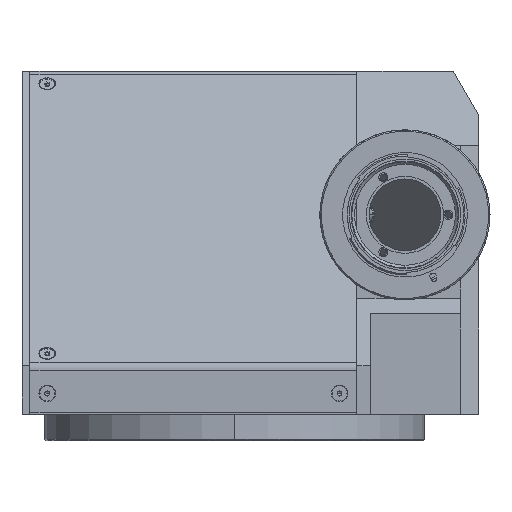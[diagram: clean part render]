
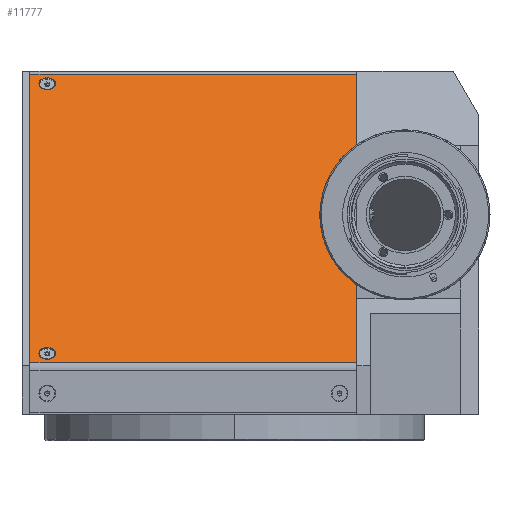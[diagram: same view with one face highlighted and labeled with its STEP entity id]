
A CAD part, left-side view. The second image highlights one B-rep face of the part: STEP entity #11777.
In plain terms, the highlighted planar face has unit normal (-0.707, 0, 0.707).
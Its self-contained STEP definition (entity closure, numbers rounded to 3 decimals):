
#300 = EDGE_CURVE ( 'NONE', #11133, #3699, #2776, .T. ) ;
#438 = VECTOR ( 'NONE', #4030, 1000. ) ;
#551 = VERTEX_POINT ( 'NONE', #6272 ) ;
#594 = ORIENTED_EDGE ( 'NONE', *, *, #9442, .F. ) ;
#736 = PLANE ( 'NONE',  #6264 ) ;
#796 = DIRECTION ( 'NONE',  ( -0.707, 0., 0.707 ) ) ;
#1158 = DIRECTION ( 'NONE',  ( -0.707, 0., -0.707 ) ) ;
#1435 = CARTESIAN_POINT ( 'NONE',  ( -77.414, -46., 25.799 ) ) ;
#1914 = EDGE_CURVE ( 'NONE', #11191, #551, #17415, .T. ) ;
#2012 = CARTESIAN_POINT ( 'NONE',  ( -71.066, 70.5, 32.148 ) ) ;
#2272 = EDGE_CURVE ( 'NONE', #3699, #14458, #4376, .T. ) ;
#2303 = CIRCLE ( 'NONE', #14473, 3.15 ) ;
#2440 = EDGE_LOOP ( 'NONE', ( #15662, #3178, #9304, #9316 ) ) ;
#2500 = DIRECTION ( 'NONE',  ( -0.707, 0., -0.707 ) ) ;
#2776 = LINE ( 'NONE', #1435, #6110 ) ;
#3014 = ORIENTED_EDGE ( 'NONE', *, *, #1914, .F. ) ;
#3178 = ORIENTED_EDGE ( 'NONE', *, *, #13343, .F. ) ;
#3699 = VERTEX_POINT ( 'NONE', #17145 ) ;
#3813 = DIRECTION ( 'NONE',  ( -0.707, 0., 0.707 ) ) ;
#3879 = CARTESIAN_POINT ( 'NONE',  ( 28.08, 70.5, 131.293 ) ) ;
#4030 = DIRECTION ( 'NONE',  ( 0., 1., 0. ) ) ;
#4371 = AXIS2_PLACEMENT_3D ( 'NONE', #3879, #796, #17377 ) ;
#4376 = LINE ( 'NONE', #7111, #438 ) ;
#5937 = CARTESIAN_POINT ( 'NONE',  ( 31.615, -46., 134.828 ) ) ;
#6110 = VECTOR ( 'NONE', #1158, 1000. ) ;
#6264 = AXIS2_PLACEMENT_3D ( 'NONE', #6479, #9133, #7829 ) ;
#6272 = CARTESIAN_POINT ( 'NONE',  ( 30.307, 70.5, 133.52 ) ) ;
#6479 = CARTESIAN_POINT ( 'NONE',  ( -77.414, 77., 25.799 ) ) ;
#6487 = VECTOR ( 'NONE', #8991, 1000. ) ;
#6661 = CIRCLE ( 'NONE', #10340, 3.15 ) ;
#6729 = CARTESIAN_POINT ( 'NONE',  ( 28.08, 70.5, 131.293 ) ) ;
#7111 = CARTESIAN_POINT ( 'NONE',  ( -76.828, 77., 26.385 ) ) ;
#7829 = DIRECTION ( 'NONE',  ( 0.707, 0., 0.707 ) ) ;
#7914 = FACE_OUTER_BOUND ( 'NONE', #2440, .T. ) ;
#8187 = CARTESIAN_POINT ( 'NONE',  ( -76.828, 77., 26.385 ) ) ;
#8395 = EDGE_CURVE ( 'NONE', #15005, #14458, #10804, .T. ) ;
#8399 = EDGE_CURVE ( 'NONE', #551, #11191, #16519, .T. ) ;
#8489 = DIRECTION ( 'NONE',  ( 0.707, 0., 0.707 ) ) ;
#8991 = DIRECTION ( 'NONE',  ( 0., -1., 0. ) ) ;
#9030 = VERTEX_POINT ( 'NONE', #15143 ) ;
#9133 = DIRECTION ( 'NONE',  ( -0.707, 0., 0.707 ) ) ;
#9288 = CARTESIAN_POINT ( 'NONE',  ( -73.293, 70.5, 29.92 ) ) ;
#9304 = ORIENTED_EDGE ( 'NONE', *, *, #8395, .T. ) ;
#9316 = ORIENTED_EDGE ( 'NONE', *, *, #2272, .F. ) ;
#9442 = EDGE_CURVE ( 'NONE', #14900, #9030, #2303, .T. ) ;
#10214 = FACE_BOUND ( 'NONE', #13221, .T. ) ;
#10340 = AXIS2_PLACEMENT_3D ( 'NONE', #9288, #11334, #8489 ) ;
#10475 = CARTESIAN_POINT ( 'NONE',  ( 31.615, 77., 134.828 ) ) ;
#10804 = LINE ( 'NONE', #14822, #16226 ) ;
#11133 = VERTEX_POINT ( 'NONE', #5937 ) ;
#11191 = VERTEX_POINT ( 'NONE', #11790 ) ;
#11334 = DIRECTION ( 'NONE',  ( -0.707, 0., 0.707 ) ) ;
#11596 = ORIENTED_EDGE ( 'NONE', *, *, #15191, .F. ) ;
#11777 = ADVANCED_FACE ( 'NONE', ( #10214, #14330, #7914 ), #736, .T. ) ;
#11790 = CARTESIAN_POINT ( 'NONE',  ( 25.852, 70.5, 129.066 ) ) ;
#12079 = CARTESIAN_POINT ( 'NONE',  ( -73.293, 70.5, 29.92 ) ) ;
#12435 = DIRECTION ( 'NONE',  ( -0.707, 0., 0.707 ) ) ;
#12892 = ORIENTED_EDGE ( 'NONE', *, *, #8399, .F. ) ;
#13221 = EDGE_LOOP ( 'NONE', ( #594, #11596 ) ) ;
#13343 = EDGE_CURVE ( 'NONE', #15005, #11133, #16926, .T. ) ;
#14047 = EDGE_LOOP ( 'NONE', ( #12892, #3014 ) ) ;
#14174 = CARTESIAN_POINT ( 'NONE',  ( 31.615, 77., 134.828 ) ) ;
#14330 = FACE_BOUND ( 'NONE', #14047, .T. ) ;
#14458 = VERTEX_POINT ( 'NONE', #8187 ) ;
#14473 = AXIS2_PLACEMENT_3D ( 'NONE', #12079, #12435, #15024 ) ;
#14640 = DIRECTION ( 'NONE',  ( 0.707, 0., 0.707 ) ) ;
#14822 = CARTESIAN_POINT ( 'NONE',  ( -77.414, 77., 25.799 ) ) ;
#14900 = VERTEX_POINT ( 'NONE', #2012 ) ;
#15005 = VERTEX_POINT ( 'NONE', #10475 ) ;
#15024 = DIRECTION ( 'NONE',  ( 0.707, 0., 0.707 ) ) ;
#15143 = CARTESIAN_POINT ( 'NONE',  ( -75.52, 70.5, 27.693 ) ) ;
#15191 = EDGE_CURVE ( 'NONE', #9030, #14900, #6661, .T. ) ;
#15405 = AXIS2_PLACEMENT_3D ( 'NONE', #6729, #3813, #14640 ) ;
#15662 = ORIENTED_EDGE ( 'NONE', *, *, #300, .F. ) ;
#16226 = VECTOR ( 'NONE', #2500, 1000. ) ;
#16519 = CIRCLE ( 'NONE', #15405, 3.15 ) ;
#16926 = LINE ( 'NONE', #14174, #6487 ) ;
#17145 = CARTESIAN_POINT ( 'NONE',  ( -76.828, -46., 26.385 ) ) ;
#17377 = DIRECTION ( 'NONE',  ( 0.707, 0., 0.707 ) ) ;
#17415 = CIRCLE ( 'NONE', #4371, 3.15 ) ;
